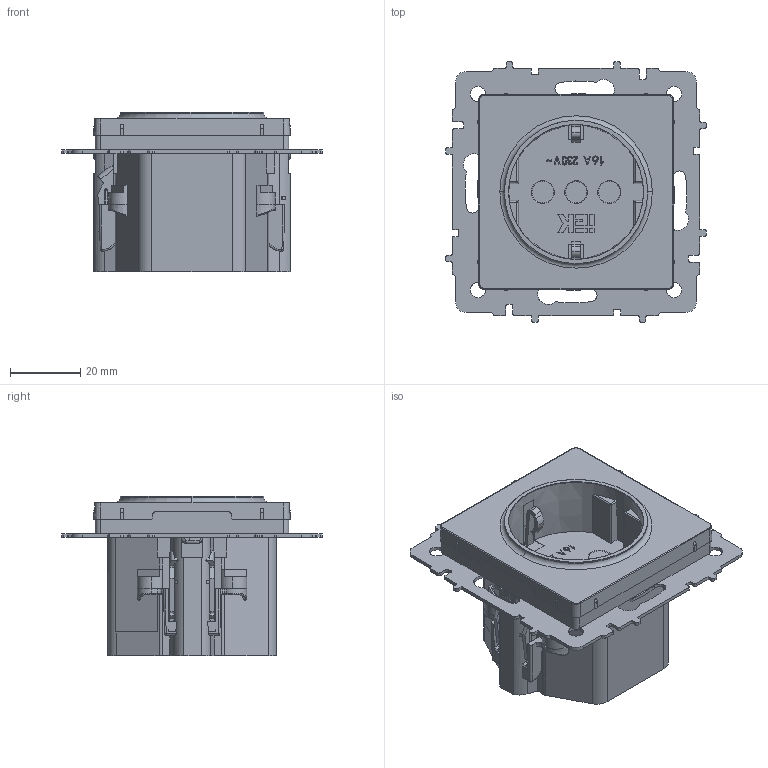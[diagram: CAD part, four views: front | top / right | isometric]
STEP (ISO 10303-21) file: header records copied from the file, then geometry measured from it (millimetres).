
FILE_DESCRIPTION (( 'STEP AP214' ), '1' );
FILE_NAME ('BR-R14-16-K01.STEP', '2025-04-08T12:00:34', ( '' ), ( '' ), 'SwSTEP 2.0', 'SolidWorks 2022', '' );
FILE_SCHEMA (( 'AUTOMOTIVE_DESIGN' ));
Length unit declared in the file: millimetre
Products named in the file (1): BR-R14-16-K01
Bounding box: 74.4 x 74.4 x 45.48 mm (x, y, z)
Volume: 82971.2 mm3; surface area: 22909 mm2
Topology: 1 solids, 1 shells, 859 faces, 2445 edges, 1594 vertices
Faces by surface type: plane 445, cylinder 266, bspline 51, cone 39, torus 34, sphere 24
Entity records: 30412 total; most frequent: CARTESIAN_POINT 8585, ORIENTED_EDGE 4858, DIRECTION 4288, EDGE_CURVE 2429, VERTEX_POINT 1586, AXIS2_PLACEMENT_3D 1451, LINE 1386, VECTOR 1386
